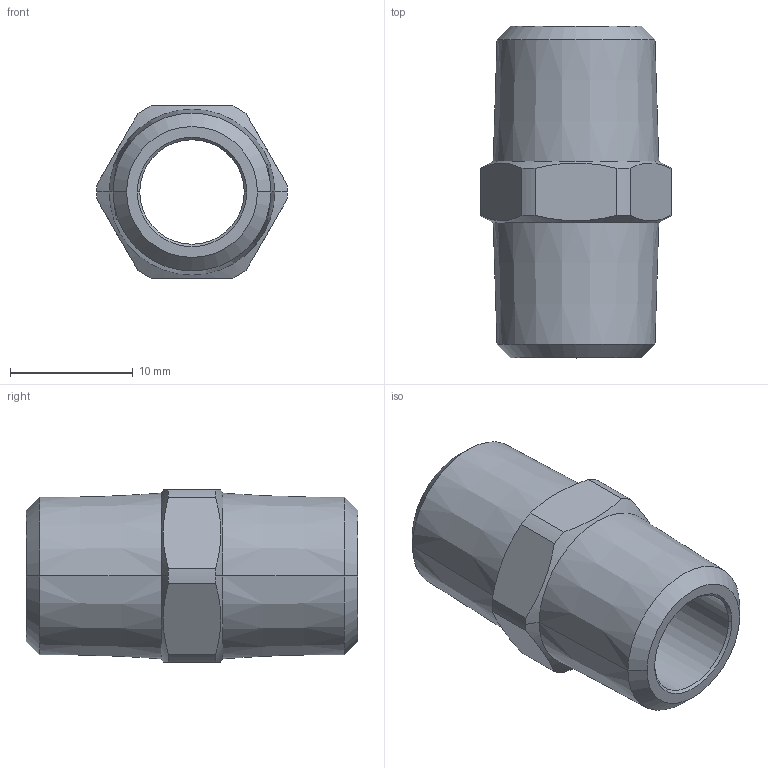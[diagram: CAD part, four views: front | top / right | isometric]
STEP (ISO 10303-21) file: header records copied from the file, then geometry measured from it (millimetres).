
FILE_DESCRIPTION(/* description */ ('VariCAD 2016-1.06 AP-214'),/* implementation_level */ '2;1');
FILE_NAME(/* name */ 'dn_1414_k_msv.stp',/* time_stamp */ '2016-06-16T12:43:18+02:00',/* author */ (''),/* organization */ (''),/* preprocessor_version */ 'ST-DEVELOPER v14',/* originating_system */ 'VariCAD 2016-1.06; kernel version (20130303)',/* authorisation */ '');
FILE_SCHEMA (('AUTOMOTIVE_DESIGN'));
Length unit declared in the file: millimetre
Products named in the file (2): dn_1414_k_msv; DN 1414 K MSV
Assembly tree (1 placements, depth 2):
  dn_1414_k_msv
    DN 1414 K MSV
Bounding box: 15.5 x 27 x 14 mm (x, y, z)
Volume: 2231.5 mm3; surface area: 1977.6 mm2
Topology: 1 solids, 1 shells, 32 faces, 78 edges, 48 vertices
Faces by surface type: cone 16, cylinder 8, plane 8
Entity records: 1036 total; most frequent: CARTESIAN_POINT 222, DIRECTION 174, ORIENTED_EDGE 156, EDGE_CURVE 78, AXIS2_PLACEMENT_3D 72, VERTEX_POINT 48, CIRCLE 36, EDGE_LOOP 34
